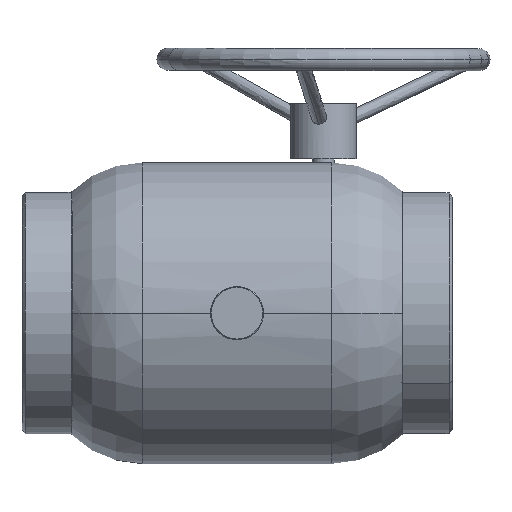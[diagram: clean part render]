
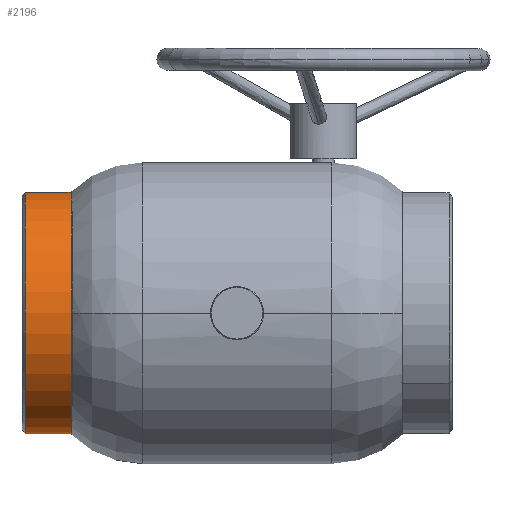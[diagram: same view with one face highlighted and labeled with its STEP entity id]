
A CAD part, front view. The second image highlights one B-rep face of the part: STEP entity #2196.
In plain terms, the highlighted cylindrical face has radius 109.5 mm (diameter 219 mm), a partial arc.
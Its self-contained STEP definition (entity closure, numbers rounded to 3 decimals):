
#641 = CARTESIAN_POINT ( 'NONE',  ( 0., 0., 0. ) ) ;
#931 = DIRECTION ( 'NONE',  ( -1., 0., 0. ) ) ;
#1006 = ORIENTED_EDGE ( 'NONE', *, *, #10652, .F. ) ;
#1056 = CIRCLE ( 'NONE', #7713, 109.5 ) ;
#1184 = LINE ( 'NONE', #3111, #11557 ) ;
#2196 = ADVANCED_FACE ( 'NONE', ( #3495 ), #10646, .T. ) ;
#2479 = DIRECTION ( 'NONE',  ( -1., 0., 0. ) ) ;
#3111 = CARTESIAN_POINT ( 'NONE',  ( 0., 0., 109.5 ) ) ;
#3495 = FACE_OUTER_BOUND ( 'NONE', #9452, .T. ) ;
#3553 = DIRECTION ( 'NONE',  ( 0., 0., 1. ) ) ;
#3665 = VECTOR ( 'NONE', #931, 1000. ) ;
#4233 = CARTESIAN_POINT ( 'NONE',  ( 31.63, 0., -109.5 ) ) ;
#4241 = CARTESIAN_POINT ( 'NONE',  ( 31.63, 0., 0. ) ) ;
#4740 = ORIENTED_EDGE ( 'NONE', *, *, #8891, .T. ) ;
#4741 = DIRECTION ( 'NONE',  ( -1., 0., 0. ) ) ;
#4976 = CARTESIAN_POINT ( 'NONE',  ( 74., 0., 109.5 ) ) ;
#5036 = EDGE_CURVE ( 'NONE', #9451, #10259, #11459, .T. ) ;
#5179 = CARTESIAN_POINT ( 'NONE',  ( 74., 0., 0. ) ) ;
#5180 = EDGE_CURVE ( 'NONE', #6843, #7168, #1056, .T. ) ;
#5522 = AXIS2_PLACEMENT_3D ( 'NONE', #5179, #2479, #9650 ) ;
#6451 = LINE ( 'NONE', #10838, #3665 ) ;
#6843 = VERTEX_POINT ( 'NONE', #4233 ) ;
#7004 = ORIENTED_EDGE ( 'NONE', *, *, #5180, .F. ) ;
#7095 = DIRECTION ( 'NONE',  ( -1., 0., 0. ) ) ;
#7168 = VERTEX_POINT ( 'NONE', #11080 ) ;
#7506 = ORIENTED_EDGE ( 'NONE', *, *, #5036, .T. ) ;
#7713 = AXIS2_PLACEMENT_3D ( 'NONE', #4241, #7863, #10625 ) ;
#7769 = AXIS2_PLACEMENT_3D ( 'NONE', #641, #7095, #3553 ) ;
#7863 = DIRECTION ( 'NONE',  ( -1., 0., 0. ) ) ;
#8891 = EDGE_CURVE ( 'NONE', #10259, #7168, #1184, .T. ) ;
#9202 = CARTESIAN_POINT ( 'NONE',  ( 74., 0., -109.5 ) ) ;
#9451 = VERTEX_POINT ( 'NONE', #9202 ) ;
#9452 = EDGE_LOOP ( 'NONE', ( #1006, #7506, #4740, #7004 ) ) ;
#9650 = DIRECTION ( 'NONE',  ( 0., 0., 1. ) ) ;
#10259 = VERTEX_POINT ( 'NONE', #4976 ) ;
#10625 = DIRECTION ( 'NONE',  ( 0., 0., 1. ) ) ;
#10646 = CYLINDRICAL_SURFACE ( 'NONE', #7769, 109.5 ) ;
#10652 = EDGE_CURVE ( 'NONE', #9451, #6843, #6451, .T. ) ;
#10838 = CARTESIAN_POINT ( 'NONE',  ( 0., 0., -109.5 ) ) ;
#11080 = CARTESIAN_POINT ( 'NONE',  ( 31.63, 0., 109.5 ) ) ;
#11459 = CIRCLE ( 'NONE', #5522, 109.5 ) ;
#11557 = VECTOR ( 'NONE', #4741, 1000. ) ;
